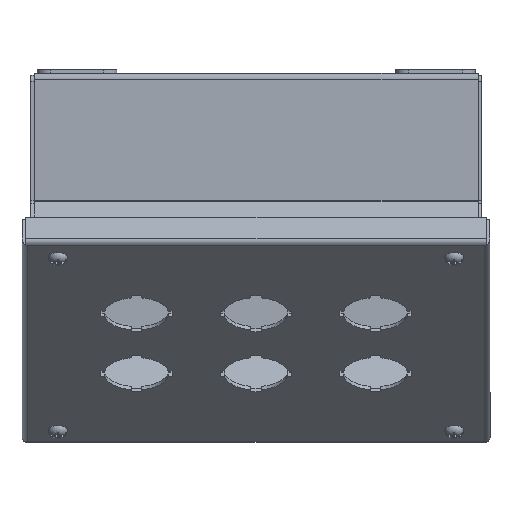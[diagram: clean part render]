
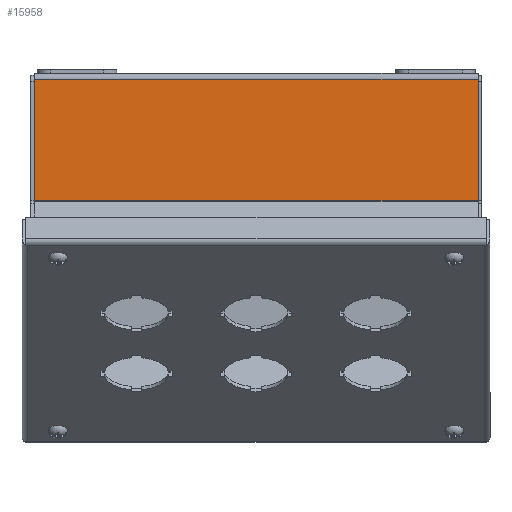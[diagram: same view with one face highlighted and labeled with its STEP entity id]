
A CAD part, top view. The second image highlights one B-rep face of the part: STEP entity #15958.
In plain terms, the highlighted planar face has unit normal (0, 0, 1).
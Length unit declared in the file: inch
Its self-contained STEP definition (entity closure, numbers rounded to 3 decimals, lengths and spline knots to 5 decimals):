
#567 = VECTOR ( 'NONE', #4744, 39.37008 ) ;
#851 = LINE ( 'NONE', #24423, #11241 ) ;
#967 = CARTESIAN_POINT ( 'NONE',  ( -4.178, -3.72251, 3.38474 ) ) ;
#1980 = CARTESIAN_POINT ( 'NONE',  ( -4.178, 2.48242, 3.38474 ) ) ;
#2417 = ORIENTED_EDGE ( 'NONE', *, *, #11834, .T. ) ;
#3492 = VECTOR ( 'NONE', #22266, 39.37008 ) ;
#4744 = DIRECTION ( 'NONE',  ( -1., 0., 0. ) ) ;
#5644 = CARTESIAN_POINT ( 'NONE',  ( 4.178, 2.48242, 3.38474 ) ) ;
#5805 = DIRECTION ( 'NONE',  ( -1., 0., 0. ) ) ;
#6052 = DIRECTION ( 'NONE',  ( 0., 0., -1. ) ) ;
#6641 = CARTESIAN_POINT ( 'NONE',  ( 4.178, 0.19407, 3.38474 ) ) ;
#6652 = CARTESIAN_POINT ( 'NONE',  ( -4.178, 0.19407, 3.38474 ) ) ;
#6700 = EDGE_CURVE ( 'NONE', #21935, #10354, #12855, .T. ) ;
#7832 = FACE_OUTER_BOUND ( 'NONE', #8356, .T. ) ;
#8356 = EDGE_LOOP ( 'NONE', ( #20836, #15340, #24832, #2417 ) ) ;
#8638 = LINE ( 'NONE', #16379, #14505 ) ;
#10077 = EDGE_CURVE ( 'NONE', #13959, #12808, #851, .T. ) ;
#10354 = VERTEX_POINT ( 'NONE', #21244 ) ;
#11241 = VECTOR ( 'NONE', #18348, 39.37008 ) ;
#11834 = EDGE_CURVE ( 'NONE', #21935, #12808, #8638, .T. ) ;
#12001 = PLANE ( 'NONE',  #16633 ) ;
#12501 = LINE ( 'NONE', #967, #3492 ) ;
#12808 = VERTEX_POINT ( 'NONE', #5644 ) ;
#12855 = LINE ( 'NONE', #6652, #567 ) ;
#13959 = VERTEX_POINT ( 'NONE', #1980 ) ;
#14505 = VECTOR ( 'NONE', #18529, 39.37008 ) ;
#15340 = ORIENTED_EDGE ( 'NONE', *, *, #18193, .F. ) ;
#15958 = ADVANCED_FACE ( 'NONE', ( #7832 ), #12001, .F. ) ;
#16379 = CARTESIAN_POINT ( 'NONE',  ( 4.178, -0.97252, 3.38474 ) ) ;
#16633 = AXIS2_PLACEMENT_3D ( 'NONE', #19378, #6052, #5805 ) ;
#18193 = EDGE_CURVE ( 'NONE', #10354, #13959, #12501, .T. ) ;
#18348 = DIRECTION ( 'NONE',  ( 1., 0., 0. ) ) ;
#18529 = DIRECTION ( 'NONE',  ( 0., 1., 0. ) ) ;
#19378 = CARTESIAN_POINT ( 'NONE',  ( -4.178, 2.59042, 3.38474 ) ) ;
#20836 = ORIENTED_EDGE ( 'NONE', *, *, #10077, .F. ) ;
#21244 = CARTESIAN_POINT ( 'NONE',  ( -4.178, 0.19407, 3.38474 ) ) ;
#21935 = VERTEX_POINT ( 'NONE', #6641 ) ;
#22266 = DIRECTION ( 'NONE',  ( 0., 1., 0. ) ) ;
#24423 = CARTESIAN_POINT ( 'NONE',  ( -4.178, 2.48242, 3.38474 ) ) ;
#24832 = ORIENTED_EDGE ( 'NONE', *, *, #6700, .F. ) ;
